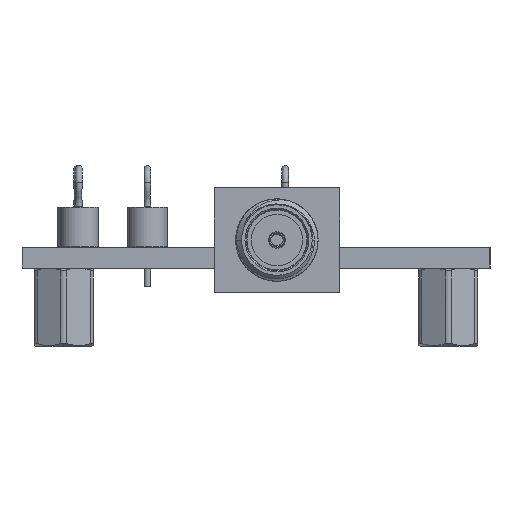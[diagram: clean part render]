
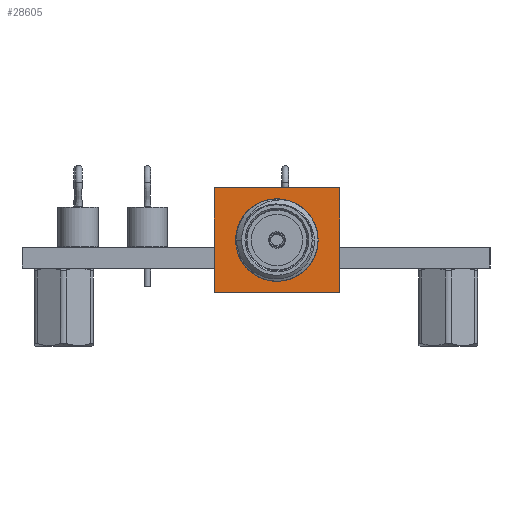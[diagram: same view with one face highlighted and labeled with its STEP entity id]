
A CAD part, left-side view. The second image highlights one B-rep face of the part: STEP entity #28605.
In plain terms, the highlighted planar face has unit normal (-1, 0, 0).
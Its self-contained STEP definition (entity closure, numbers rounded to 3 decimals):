
#28012 = CYLINDRICAL_SURFACE('',#28013,2.68);
#28013 = AXIS2_PLACEMENT_3D('',#28014,#28015,#28016);
#28014 = CARTESIAN_POINT('',(5.309,0.,0.));
#28015 = DIRECTION('',(-1.,0.,0.));
#28016 = DIRECTION('',(0.,1.,0.));
#28485 = CYLINDRICAL_SURFACE('',#28486,2.68);
#28486 = AXIS2_PLACEMENT_3D('',#28487,#28488,#28489);
#28487 = CARTESIAN_POINT('',(5.309,0.,0.));
#28488 = DIRECTION('',(-1.,0.,0.));
#28489 = DIRECTION('',(0.,1.,0.));
#28503 = EDGE_CURVE('',#28504,#28506,#28508,.T.);
#28504 = VERTEX_POINT('',#28505);
#28505 = CARTESIAN_POINT('',(7.874,-2.68,0.));
#28506 = VERTEX_POINT('',#28507);
#28507 = CARTESIAN_POINT('',(7.874,2.68,0.));
#28508 = SURFACE_CURVE('',#28509,(#28514,#28521),.PCURVE_S1.);
#28509 = CIRCLE('',#28510,2.68);
#28510 = AXIS2_PLACEMENT_3D('',#28511,#28512,#28513);
#28511 = CARTESIAN_POINT('',(7.874,0.,0.));
#28512 = DIRECTION('',(1.,0.,0.));
#28513 = DIRECTION('',(0.,-1.,0.));
#28514 = PCURVE('',#28485,#28515);
#28515 = DEFINITIONAL_REPRESENTATION('',(#28516),#28520);
#28516 = LINE('',#28517,#28518);
#28517 = CARTESIAN_POINT('',(3.142,-2.565));
#28518 = VECTOR('',#28519,1.);
#28519 = DIRECTION('',(-1.,0.));
#28520 = ( GEOMETRIC_REPRESENTATION_CONTEXT(2) 
PARAMETRIC_REPRESENTATION_CONTEXT() REPRESENTATION_CONTEXT('2D SPACE',''
  ) );
#28521 = PCURVE('',#28522,#28527);
#28522 = PLANE('',#28523);
#28523 = AXIS2_PLACEMENT_3D('',#28524,#28525,#28526);
#28524 = CARTESIAN_POINT('',(7.874,0.,0.));
#28525 = DIRECTION('',(1.,0.,0.));
#28526 = DIRECTION('',(-0.,1.,0.));
#28527 = DEFINITIONAL_REPRESENTATION('',(#28528),#28532);
#28528 = CIRCLE('',#28529,2.68);
#28529 = AXIS2_PLACEMENT_2D('',#28530,#28531);
#28530 = CARTESIAN_POINT('',(0.,0.));
#28531 = DIRECTION('',(-1.,0.));
#28532 = ( GEOMETRIC_REPRESENTATION_CONTEXT(2) 
PARAMETRIC_REPRESENTATION_CONTEXT() REPRESENTATION_CONTEXT('2D SPACE',''
  ) );
#28584 = EDGE_CURVE('',#28506,#28504,#28585,.T.);
#28585 = SURFACE_CURVE('',#28586,(#28591,#28598),.PCURVE_S1.);
#28586 = CIRCLE('',#28587,2.68);
#28587 = AXIS2_PLACEMENT_3D('',#28588,#28589,#28590);
#28588 = CARTESIAN_POINT('',(7.874,0.,0.));
#28589 = DIRECTION('',(1.,0.,0.));
#28590 = DIRECTION('',(-0.,1.,0.));
#28591 = PCURVE('',#28012,#28592);
#28592 = DEFINITIONAL_REPRESENTATION('',(#28593),#28597);
#28593 = LINE('',#28594,#28595);
#28594 = CARTESIAN_POINT('',(6.283,-2.565));
#28595 = VECTOR('',#28596,1.);
#28596 = DIRECTION('',(-1.,0.));
#28597 = ( GEOMETRIC_REPRESENTATION_CONTEXT(2) 
PARAMETRIC_REPRESENTATION_CONTEXT() REPRESENTATION_CONTEXT('2D SPACE',''
  ) );
#28598 = PCURVE('',#28522,#28599);
#28599 = DEFINITIONAL_REPRESENTATION('',(#28600),#28604);
#28600 = CIRCLE('',#28601,2.68);
#28601 = AXIS2_PLACEMENT_2D('',#28602,#28603);
#28602 = CARTESIAN_POINT('',(0.,0.));
#28603 = DIRECTION('',(1.,0.));
#28604 = ( GEOMETRIC_REPRESENTATION_CONTEXT(2) 
PARAMETRIC_REPRESENTATION_CONTEXT() REPRESENTATION_CONTEXT('2D SPACE',''
  ) );
#28605 = ADVANCED_FACE('',(#28606,#28720),#28522,.F.);
#28606 = FACE_BOUND('',#28607,.F.);
#28607 = EDGE_LOOP('',(#28608,#28638,#28666,#28694));
#28608 = ORIENTED_EDGE('',*,*,#28609,.T.);
#28609 = EDGE_CURVE('',#28610,#28612,#28614,.T.);
#28610 = VERTEX_POINT('',#28611);
#28611 = CARTESIAN_POINT('',(7.874,-4.763,-3.962));
#28612 = VERTEX_POINT('',#28613);
#28613 = CARTESIAN_POINT('',(7.874,4.763,-3.962));
#28614 = SURFACE_CURVE('',#28615,(#28619,#28626),.PCURVE_S1.);
#28615 = LINE('',#28616,#28617);
#28616 = CARTESIAN_POINT('',(7.874,-4.763,-3.962));
#28617 = VECTOR('',#28618,1.);
#28618 = DIRECTION('',(0.,1.,0.));
#28619 = PCURVE('',#28522,#28620);
#28620 = DEFINITIONAL_REPRESENTATION('',(#28621),#28625);
#28621 = LINE('',#28622,#28623);
#28622 = CARTESIAN_POINT('',(-4.763,-3.962));
#28623 = VECTOR('',#28624,1.);
#28624 = DIRECTION('',(1.,0.));
#28625 = ( GEOMETRIC_REPRESENTATION_CONTEXT(2) 
PARAMETRIC_REPRESENTATION_CONTEXT() REPRESENTATION_CONTEXT('2D SPACE',''
  ) );
#28626 = PCURVE('',#28627,#28632);
#28627 = PLANE('',#28628);
#28628 = AXIS2_PLACEMENT_3D('',#28629,#28630,#28631);
#28629 = CARTESIAN_POINT('',(7.874,4.763,-3.962));
#28630 = DIRECTION('',(0.,0.,-1.));
#28631 = DIRECTION('',(0.,-1.,0.));
#28632 = DEFINITIONAL_REPRESENTATION('',(#28633),#28637);
#28633 = LINE('',#28634,#28635);
#28634 = CARTESIAN_POINT('',(9.525,0.));
#28635 = VECTOR('',#28636,1.);
#28636 = DIRECTION('',(-1.,-0.));
#28637 = ( GEOMETRIC_REPRESENTATION_CONTEXT(2) 
PARAMETRIC_REPRESENTATION_CONTEXT() REPRESENTATION_CONTEXT('2D SPACE',''
  ) );
#28638 = ORIENTED_EDGE('',*,*,#28639,.F.);
#28639 = EDGE_CURVE('',#28640,#28612,#28642,.T.);
#28640 = VERTEX_POINT('',#28641);
#28641 = CARTESIAN_POINT('',(7.874,4.763,3.962));
#28642 = SURFACE_CURVE('',#28643,(#28647,#28654),.PCURVE_S1.);
#28643 = LINE('',#28644,#28645);
#28644 = CARTESIAN_POINT('',(7.874,4.763,3.962));
#28645 = VECTOR('',#28646,1.);
#28646 = DIRECTION('',(0.,0.,-1.));
#28647 = PCURVE('',#28522,#28648);
#28648 = DEFINITIONAL_REPRESENTATION('',(#28649),#28653);
#28649 = LINE('',#28650,#28651);
#28650 = CARTESIAN_POINT('',(4.763,3.962));
#28651 = VECTOR('',#28652,1.);
#28652 = DIRECTION('',(0.,-1.));
#28653 = ( GEOMETRIC_REPRESENTATION_CONTEXT(2) 
PARAMETRIC_REPRESENTATION_CONTEXT() REPRESENTATION_CONTEXT('2D SPACE',''
  ) );
#28654 = PCURVE('',#28655,#28660);
#28655 = PLANE('',#28656);
#28656 = AXIS2_PLACEMENT_3D('',#28657,#28658,#28659);
#28657 = CARTESIAN_POINT('',(7.874,4.763,3.962));
#28658 = DIRECTION('',(0.,1.,0.));
#28659 = DIRECTION('',(0.,0.,-1.));
#28660 = DEFINITIONAL_REPRESENTATION('',(#28661),#28665);
#28661 = LINE('',#28662,#28663);
#28662 = CARTESIAN_POINT('',(0.,0.));
#28663 = VECTOR('',#28664,1.);
#28664 = DIRECTION('',(1.,0.));
#28665 = ( GEOMETRIC_REPRESENTATION_CONTEXT(2) 
PARAMETRIC_REPRESENTATION_CONTEXT() REPRESENTATION_CONTEXT('2D SPACE',''
  ) );
#28666 = ORIENTED_EDGE('',*,*,#28667,.T.);
#28667 = EDGE_CURVE('',#28640,#28668,#28670,.T.);
#28668 = VERTEX_POINT('',#28669);
#28669 = CARTESIAN_POINT('',(7.874,-4.763,3.962));
#28670 = SURFACE_CURVE('',#28671,(#28675,#28682),.PCURVE_S1.);
#28671 = LINE('',#28672,#28673);
#28672 = CARTESIAN_POINT('',(7.874,4.763,3.962));
#28673 = VECTOR('',#28674,1.);
#28674 = DIRECTION('',(0.,-1.,0.));
#28675 = PCURVE('',#28522,#28676);
#28676 = DEFINITIONAL_REPRESENTATION('',(#28677),#28681);
#28677 = LINE('',#28678,#28679);
#28678 = CARTESIAN_POINT('',(4.763,3.962));
#28679 = VECTOR('',#28680,1.);
#28680 = DIRECTION('',(-1.,0.));
#28681 = ( GEOMETRIC_REPRESENTATION_CONTEXT(2) 
PARAMETRIC_REPRESENTATION_CONTEXT() REPRESENTATION_CONTEXT('2D SPACE',''
  ) );
#28682 = PCURVE('',#28683,#28688);
#28683 = PLANE('',#28684);
#28684 = AXIS2_PLACEMENT_3D('',#28685,#28686,#28687);
#28685 = CARTESIAN_POINT('',(7.874,-4.763,3.962));
#28686 = DIRECTION('',(0.,0.,1.));
#28687 = DIRECTION('',(0.,1.,0.));
#28688 = DEFINITIONAL_REPRESENTATION('',(#28689),#28693);
#28689 = LINE('',#28690,#28691);
#28690 = CARTESIAN_POINT('',(9.525,0.));
#28691 = VECTOR('',#28692,1.);
#28692 = DIRECTION('',(-1.,0.));
#28693 = ( GEOMETRIC_REPRESENTATION_CONTEXT(2) 
PARAMETRIC_REPRESENTATION_CONTEXT() REPRESENTATION_CONTEXT('2D SPACE',''
  ) );
#28694 = ORIENTED_EDGE('',*,*,#28695,.F.);
#28695 = EDGE_CURVE('',#28610,#28668,#28696,.T.);
#28696 = SURFACE_CURVE('',#28697,(#28701,#28708),.PCURVE_S1.);
#28697 = LINE('',#28698,#28699);
#28698 = CARTESIAN_POINT('',(7.874,-4.763,-3.962));
#28699 = VECTOR('',#28700,1.);
#28700 = DIRECTION('',(0.,0.,1.));
#28701 = PCURVE('',#28522,#28702);
#28702 = DEFINITIONAL_REPRESENTATION('',(#28703),#28707);
#28703 = LINE('',#28704,#28705);
#28704 = CARTESIAN_POINT('',(-4.763,-3.962));
#28705 = VECTOR('',#28706,1.);
#28706 = DIRECTION('',(0.,1.));
#28707 = ( GEOMETRIC_REPRESENTATION_CONTEXT(2) 
PARAMETRIC_REPRESENTATION_CONTEXT() REPRESENTATION_CONTEXT('2D SPACE',''
  ) );
#28708 = PCURVE('',#28709,#28714);
#28709 = PLANE('',#28710);
#28710 = AXIS2_PLACEMENT_3D('',#28711,#28712,#28713);
#28711 = CARTESIAN_POINT('',(7.874,-4.763,-3.962));
#28712 = DIRECTION('',(0.,-1.,0.));
#28713 = DIRECTION('',(0.,0.,1.));
#28714 = DEFINITIONAL_REPRESENTATION('',(#28715),#28719);
#28715 = LINE('',#28716,#28717);
#28716 = CARTESIAN_POINT('',(0.,0.));
#28717 = VECTOR('',#28718,1.);
#28718 = DIRECTION('',(1.,0.));
#28719 = ( GEOMETRIC_REPRESENTATION_CONTEXT(2) 
PARAMETRIC_REPRESENTATION_CONTEXT() REPRESENTATION_CONTEXT('2D SPACE',''
  ) );
#28720 = FACE_BOUND('',#28721,.F.);
#28721 = EDGE_LOOP('',(#28722,#28723));
#28722 = ORIENTED_EDGE('',*,*,#28584,.F.);
#28723 = ORIENTED_EDGE('',*,*,#28503,.F.);
